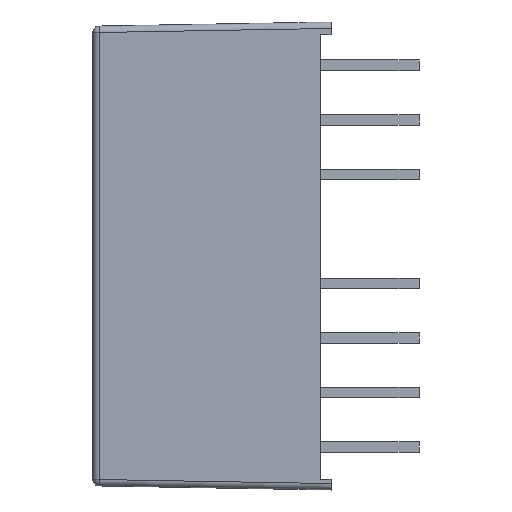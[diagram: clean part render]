
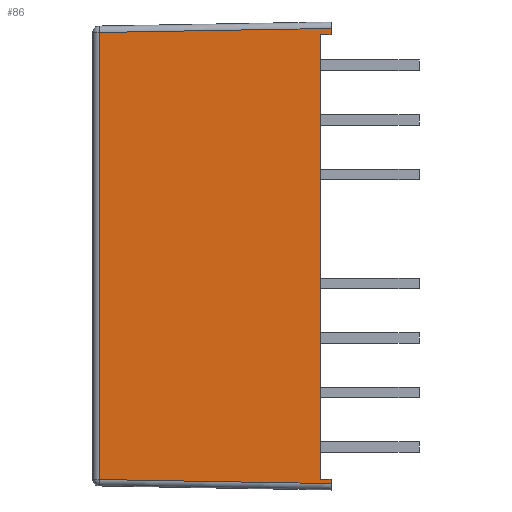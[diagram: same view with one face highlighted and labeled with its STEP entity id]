
A CAD part, left-side view. The second image highlights one B-rep face of the part: STEP entity #86.
In plain terms, the highlighted planar face has unit normal (-1, 0.018, 0).
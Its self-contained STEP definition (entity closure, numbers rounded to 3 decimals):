
#86=ADVANCED_FACE('NONE',(#227),#228,.T.);
#227=FACE_OUTER_BOUND('',#413,.T.);
#228=PLANE('',#414);
#413=EDGE_LOOP('',(#626,#627,#628,#629,#630,#631,#632,#633));
#414=AXIS2_PLACEMENT_3D('',#634,#635,#636);
#626=ORIENTED_EDGE('',*,*,#1113,.T.);
#627=ORIENTED_EDGE('',*,*,#1114,.T.);
#628=ORIENTED_EDGE('',*,*,#1115,.T.);
#629=ORIENTED_EDGE('',*,*,#1116,.T.);
#630=ORIENTED_EDGE('',*,*,#1117,.T.);
#631=ORIENTED_EDGE('',*,*,#1073,.F.);
#632=ORIENTED_EDGE('',*,*,#1118,.T.);
#633=ORIENTED_EDGE('',*,*,#1108,.T.);
#634=CARTESIAN_POINT('',(-4.6,0.0,-10.9));
#635=DIRECTION('',(-1.,0.017,0.));
#636=DIRECTION('',(0.,0.0,1.0));
#1073=EDGE_CURVE('NONE',#1263,#1264,#1265,.T.);
#1108=EDGE_CURVE('NONE',#1333,#1331,#1334,.T.);
#1113=EDGE_CURVE('NONE',#1331,#1341,#1342,.T.);
#1114=EDGE_CURVE('NONE',#1341,#1343,#1344,.T.);
#1115=EDGE_CURVE('NONE',#1343,#1345,#1346,.T.);
#1116=EDGE_CURVE('NONE',#1345,#1347,#1348,.T.);
#1117=EDGE_CURVE('NONE',#1347,#1264,#1349,.T.);
#1118=EDGE_CURVE('NONE',#1263,#1333,#1350,.T.);
#1263=VERTEX_POINT('NONE',#1537);
#1264=VERTEX_POINT('NONE',#1538);
#1265=LINE('',#1539,#1540);
#1331=VERTEX_POINT('NONE',#1638);
#1333=VERTEX_POINT('NONE',#1650);
#1334=LINE('',#1651,#1652);
#1341=VERTEX_POINT('NONE',#1671);
#1342=LINE('',#1672,#1673);
#1343=VERTEX_POINT('NONE',#1674);
#1344=LINE('',#1675,#1676);
#1345=VERTEX_POINT('NONE',#1677);
#1346=LINE('',#1678,#1679);
#1347=VERTEX_POINT('NONE',#1680);
#1348=LINE('',#1681,#1682);
#1349=LINE('',#1683,#1684);
#1350=LINE('',#1685,#1686);
#1537=CARTESIAN_POINT('',(-4.591,0.5,10.3));
#1538=CARTESIAN_POINT('',(-4.591,0.5,-10.4));
#1539=CARTESIAN_POINT('',(-4.591,0.5,-10.9));
#1540=VECTOR('',#1966,1000.0);
#1638=CARTESIAN_POINT('',(-4.6,0.0,10.6));
#1650=CARTESIAN_POINT('',(-4.6,0.0,10.3));
#1651=CARTESIAN_POINT('',(-4.6,0.0,-10.9));
#1652=VECTOR('',#1999,1000.0);
#1671=CARTESIAN_POINT('',(-4.411,10.805,10.411));
#1672=CARTESIAN_POINT('',(-4.593,0.375,10.593));
#1673=VECTOR('',#2002,1000.0);
#1674=CARTESIAN_POINT('',(-4.411,10.805,-10.411));
#1675=CARTESIAN_POINT('',(-4.411,10.805,-10.406));
#1676=VECTOR('',#2003,1000.0);
#1677=CARTESIAN_POINT('',(-4.6,0.0,-10.6));
#1678=CARTESIAN_POINT('',(-4.6,-0.005,-10.6));
#1679=VECTOR('',#2004,1000.0);
#1680=CARTESIAN_POINT('',(-4.6,0.0,-10.4));
#1681=CARTESIAN_POINT('',(-4.6,0.0,-10.9));
#1682=VECTOR('',#2005,1000.0);
#1683=CARTESIAN_POINT('',(-4.6,0.,-10.4));
#1684=VECTOR('',#2006,1000.0);
#1685=CARTESIAN_POINT('',(-4.6,0.,10.3));
#1686=VECTOR('',#2007,1000.0);
#1966=DIRECTION('',(0.,-0.0,-1.0));
#1999=DIRECTION('',(0.,0.0,1.0));
#2002=DIRECTION('',(0.017,1.,-0.017));
#2003=DIRECTION('',(0.,-0.0,-1.0));
#2004=DIRECTION('',(-0.017,-1.,-0.017));
#2005=DIRECTION('',(0.,0.0,1.0));
#2006=DIRECTION('',(0.017,1.,-0.0));
#2007=DIRECTION('',(-0.017,-1.,0.0));
